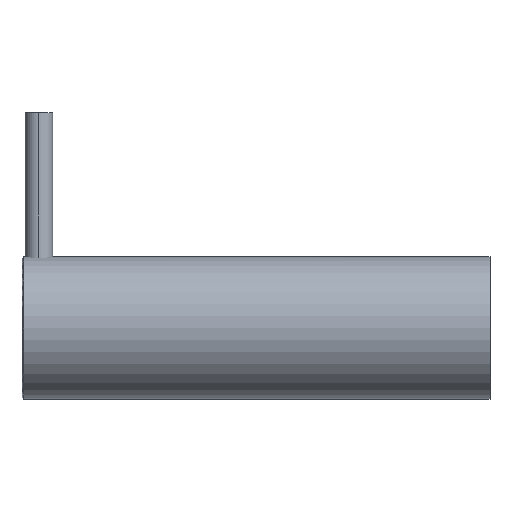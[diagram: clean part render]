
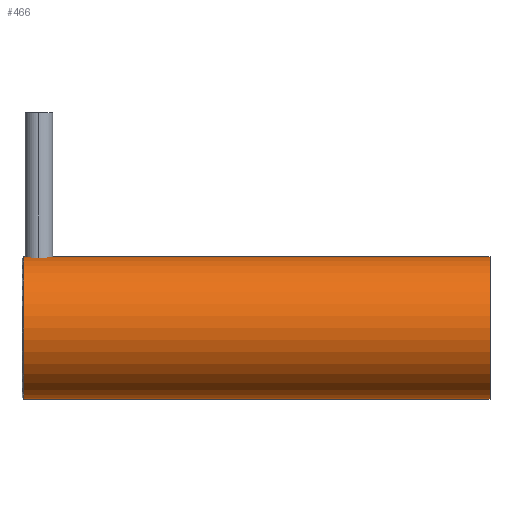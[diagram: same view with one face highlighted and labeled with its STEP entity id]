
A CAD part, left-side view. The second image highlights one B-rep face of the part: STEP entity #466.
In plain terms, the highlighted cylindrical face has radius 38.1 mm (diameter 76.2 mm), a partial arc.
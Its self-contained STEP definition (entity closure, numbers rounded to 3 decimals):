
#9 = DIRECTION ( 'NONE',  ( 0., 0., 1. ) ) ;
#41 = CARTESIAN_POINT ( 'NONE',  ( -2.043, 247.016, 38.046 ) ) ;
#44 = CARTESIAN_POINT ( 'NONE',  ( -0.415, 234.65, 38.1 ) ) ;
#46 = EDGE_CURVE ( 'NONE', #354, #347, #248, .T. ) ;
#48 = CARTESIAN_POINT ( 'NONE',  ( -3.176, 235.497, 37.968 ) ) ;
#49 = CARTESIAN_POINT ( 'NONE',  ( -4.189, 245.777, 37.869 ) ) ;
#50 = VERTEX_POINT ( 'NONE', #193 ) ;
#54 = DIRECTION ( 'NONE',  ( 0., 0., 1. ) ) ;
#57 = EDGE_CURVE ( 'NONE', #645, #444, #132, .T. ) ;
#69 = LINE ( 'NONE', #558, #554 ) ;
#74 = FACE_OUTER_BOUND ( 'NONE', #257, .T. ) ;
#84 = EDGE_CURVE ( 'NONE', #354, #295, #268, .T. ) ;
#93 = VERTEX_POINT ( 'NONE', #303 ) ;
#96 = CARTESIAN_POINT ( 'NONE',  ( -5.705, 243.82, 37.671 ) ) ;
#101 = CARTESIAN_POINT ( 'NONE',  ( -5.044, 244.881, 37.765 ) ) ;
#103 = CARTESIAN_POINT ( 'NONE',  ( -3.698, 246.166, 37.92 ) ) ;
#106 = CARTESIAN_POINT ( 'NONE',  ( 0., 0., -38.1 ) ) ;
#107 = CARTESIAN_POINT ( 'NONE',  ( -6.013, 243.052, 37.623 ) ) ;
#108 = VECTOR ( 'NONE', #363, 1000. ) ;
#110 = CARTESIAN_POINT ( 'NONE',  ( -3.876, 235.953, 37.904 ) ) ;
#111 = CARTESIAN_POINT ( 'NONE',  ( -2.816, 246.707, 37.998 ) ) ;
#115 = CARTESIAN_POINT ( 'NONE',  ( 0., 249., 0. ) ) ;
#130 = DIRECTION ( 'NONE',  ( 0., 1., 0. ) ) ;
#132 = CIRCLE ( 'NONE', #378, 38.1 ) ;
#140 = B_SPLINE_CURVE_WITH_KNOTS ( 'NONE', 3,
 ( #346, #536, #284, #703, #399, #41, #602, #111, #652, #103, #644, #49, #778, #163, #101, #542, #96, #220, #107, #406, #773, #591, #592, #229 ),
 .UNSPECIFIED., .F., .F.,
 ( 4, 2, 2, 2, 2, 2, 2, 2, 2, 2, 2, 4 ),
 ( 0.03, 0.031, 0.032, 0.032, 0.034, 0.034, 0.035, 0.036, 0.037, 0.038, 0.039, 0.04 ),
 .UNSPECIFIED. ) ;
#146 = AXIS2_PLACEMENT_3D ( 'NONE', #115, #608, #54 ) ;
#154 = LINE ( 'NONE', #355, #570 ) ;
#163 = CARTESIAN_POINT ( 'NONE',  ( -4.781, 245.2, 37.8 ) ) ;
#168 = ORIENTED_EDGE ( 'NONE', *, *, #46, .F. ) ;
#175 = CARTESIAN_POINT ( 'NONE',  ( -6.35, 240.58, 37.567 ) ) ;
#182 = CARTESIAN_POINT ( 'NONE',  ( -6.187, 239.557, 37.594 ) ) ;
#193 = CARTESIAN_POINT ( 'NONE',  ( -6.35, 241., 37.567 ) ) ;
#200 = EDGE_CURVE ( 'NONE', #347, #50, #140, .T. ) ;
#220 = CARTESIAN_POINT ( 'NONE',  ( -5.943, 243.247, 37.634 ) ) ;
#229 = CARTESIAN_POINT ( 'NONE',  ( -6.35, 241., 37.567 ) ) ;
#242 = CARTESIAN_POINT ( 'NONE',  ( -4.781, 236.8, 37.8 ) ) ;
#248 = LINE ( 'NONE', #488, #108 ) ;
#251 = CARTESIAN_POINT ( 'NONE',  ( 0., 249., 38.1 ) ) ;
#257 = EDGE_LOOP ( 'NONE', ( #168, #430, #526, #345, #649, #603, #454 ) ) ;
#260 = CYLINDRICAL_SURFACE ( 'NONE', #374, 38.1 ) ;
#268 = CIRCLE ( 'NONE', #146, 38.1 ) ;
#276 = CARTESIAN_POINT ( 'NONE',  ( 0., 250., 0. ) ) ;
#280 = CARTESIAN_POINT ( 'NONE',  ( -6.309, 240.166, 37.574 ) ) ;
#284 = CARTESIAN_POINT ( 'NONE',  ( -0.832, 247.309, 38.093 ) ) ;
#293 = CARTESIAN_POINT ( 'NONE',  ( 0., 234.65, 38.1 ) ) ;
#295 = VERTEX_POINT ( 'NONE', #553 ) ;
#296 = CARTESIAN_POINT ( 'NONE',  ( -6.016, 238.956, 37.622 ) ) ;
#303 = CARTESIAN_POINT ( 'NONE',  ( 0., 234.65, 38.1 ) ) ;
#304 = CARTESIAN_POINT ( 'NONE',  ( -3.356, 235.605, 37.952 ) ) ;
#339 = CARTESIAN_POINT ( 'NONE',  ( -1.443, 234.813, 38.073 ) ) ;
#345 = ORIENTED_EDGE ( 'NONE', *, *, #57, .T. ) ;
#346 = CARTESIAN_POINT ( 'NONE',  ( 0., 247.35, 38.1 ) ) ;
#347 = VERTEX_POINT ( 'NONE', #612 ) ;
#354 = VERTEX_POINT ( 'NONE', #251 ) ;
#355 = CARTESIAN_POINT ( 'NONE',  ( 0., 250., -38.1 ) ) ;
#363 = DIRECTION ( 'NONE',  ( 0., -1., 0. ) ) ;
#374 = AXIS2_PLACEMENT_3D ( 'NONE', #276, #690, #511 ) ;
#378 = AXIS2_PLACEMENT_3D ( 'NONE', #425, #130, #9 ) ;
#397 = CARTESIAN_POINT ( 'NONE',  ( -2.809, 235.302, 37.997 ) ) ;
#399 = CARTESIAN_POINT ( 'NONE',  ( -1.643, 247.137, 38.065 ) ) ;
#406 = CARTESIAN_POINT ( 'NONE',  ( -6.134, 242.654, 37.603 ) ) ;
#422 = CARTESIAN_POINT ( 'NONE',  ( -5.705, 238.181, 37.671 ) ) ;
#423 = B_SPLINE_CURVE_WITH_KNOTS ( 'NONE', 3,
 ( #477, #175, #280, #182, #665, #296, #777, #422, #765, #668, #242, #539, #110, #304, #48, #397, #586, #784, #788, #339, #643, #44, #293 ),
 .UNSPECIFIED., .F., .F.,
 ( 4, 2, 2, 2, 2, 2, 2, 2, 1, 2, 2, 4 ),
 ( 0., 0.001, 0.002, 0.002, 0.004, 0.005, 0.006, 0.007, 0.007, 0.008, 0.009, 0.01 ),
 .UNSPECIFIED. ) ;
#425 = CARTESIAN_POINT ( 'NONE',  ( 0., 0., 0. ) ) ;
#430 = ORIENTED_EDGE ( 'NONE', *, *, #84, .T. ) ;
#444 = VERTEX_POINT ( 'NONE', #619 ) ;
#445 = DIRECTION ( 'NONE',  ( 0., -1., 0. ) ) ;
#454 = ORIENTED_EDGE ( 'NONE', *, *, #200, .F. ) ;
#466 = ADVANCED_FACE ( 'NONE', ( #74 ), #260, .T. ) ;
#477 = CARTESIAN_POINT ( 'NONE',  ( -6.35, 241., 37.567 ) ) ;
#488 = CARTESIAN_POINT ( 'NONE',  ( 0., 250., 38.1 ) ) ;
#511 = DIRECTION ( 'NONE',  ( 0., 0., -1. ) ) ;
#526 = ORIENTED_EDGE ( 'NONE', *, *, #639, .T. ) ;
#536 = CARTESIAN_POINT ( 'NONE',  ( -0.419, 247.35, 38.1 ) ) ;
#539 = CARTESIAN_POINT ( 'NONE',  ( -4.196, 236.216, 37.869 ) ) ;
#542 = CARTESIAN_POINT ( 'NONE',  ( -5.509, 244.186, 37.7 ) ) ;
#553 = CARTESIAN_POINT ( 'NONE',  ( 0., 249., -38.1 ) ) ;
#554 = VECTOR ( 'NONE', #445, 1000. ) ;
#558 = CARTESIAN_POINT ( 'NONE',  ( 0., 250., 38.1 ) ) ;
#570 = VECTOR ( 'NONE', #662, 1000. ) ;
#577 = EDGE_CURVE ( 'NONE', #50, #93, #423, .T. ) ;
#586 = CARTESIAN_POINT ( 'NONE',  ( -2.435, 235.125, 38.024 ) ) ;
#591 = CARTESIAN_POINT ( 'NONE',  ( -6.309, 241.835, 37.574 ) ) ;
#592 = CARTESIAN_POINT ( 'NONE',  ( -6.35, 241.42, 37.567 ) ) ;
#602 = CARTESIAN_POINT ( 'NONE',  ( -2.241, 246.945, 38.035 ) ) ;
#603 = ORIENTED_EDGE ( 'NONE', *, *, #577, .F. ) ;
#608 = DIRECTION ( 'NONE',  ( 0., -1., 0. ) ) ;
#612 = CARTESIAN_POINT ( 'NONE',  ( 0., 247.35, 38.1 ) ) ;
#619 = CARTESIAN_POINT ( 'NONE',  ( 0., 0., 38.1 ) ) ;
#639 = EDGE_CURVE ( 'NONE', #295, #645, #154, .T. ) ;
#643 = CARTESIAN_POINT ( 'NONE',  ( -0.828, 234.69, 38.093 ) ) ;
#644 = CARTESIAN_POINT ( 'NONE',  ( -3.867, 246.041, 37.904 ) ) ;
#645 = VERTEX_POINT ( 'NONE', #106 ) ;
#649 = ORIENTED_EDGE ( 'NONE', *, *, #713, .F. ) ;
#652 = CARTESIAN_POINT ( 'NONE',  ( -3.181, 246.512, 37.969 ) ) ;
#662 = DIRECTION ( 'NONE',  ( 0., -1., 0. ) ) ;
#665 = CARTESIAN_POINT ( 'NONE',  ( -6.137, 239.355, 37.603 ) ) ;
#668 = CARTESIAN_POINT ( 'NONE',  ( -5.049, 237.126, 37.765 ) ) ;
#690 = DIRECTION ( 'NONE',  ( 0., -1., 0. ) ) ;
#703 = CARTESIAN_POINT ( 'NONE',  ( -1.441, 247.188, 38.073 ) ) ;
#713 = EDGE_CURVE ( 'NONE', #93, #444, #69, .T. ) ;
#765 = CARTESIAN_POINT ( 'NONE',  ( -5.51, 237.816, 37.7 ) ) ;
#773 = CARTESIAN_POINT ( 'NONE',  ( -6.186, 242.45, 37.595 ) ) ;
#777 = CARTESIAN_POINT ( 'NONE',  ( -5.944, 238.757, 37.633 ) ) ;
#778 = CARTESIAN_POINT ( 'NONE',  ( -4.342, 245.638, 37.852 ) ) ;
#784 = CARTESIAN_POINT ( 'NONE',  ( -2.045, 234.985, 38.046 ) ) ;
#788 = CARTESIAN_POINT ( 'NONE',  ( -1.647, 234.864, 38.065 ) ) ;
